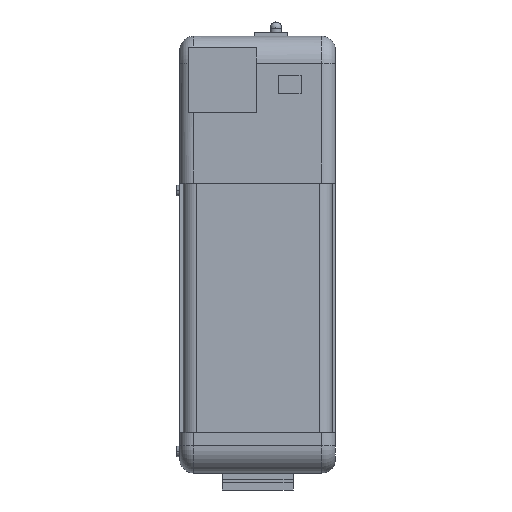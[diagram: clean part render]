
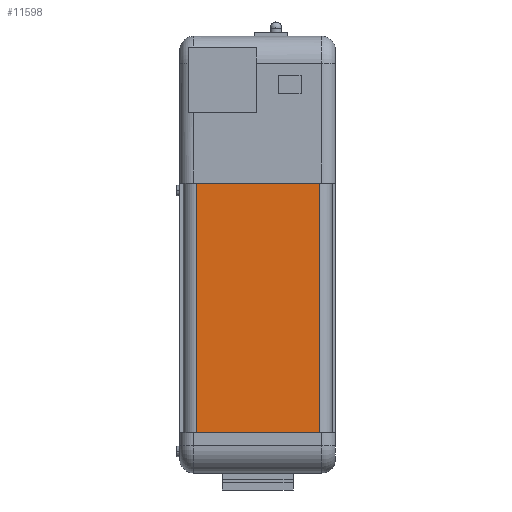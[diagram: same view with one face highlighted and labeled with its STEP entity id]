
A CAD part, front view. The second image highlights one B-rep face of the part: STEP entity #11598.
In plain terms, the highlighted planar face has unit normal (0, -1, 0).
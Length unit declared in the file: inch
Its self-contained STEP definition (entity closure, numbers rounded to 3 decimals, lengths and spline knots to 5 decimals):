
#337 = VERTEX_POINT ( 'NONE', #7655 ) ;
#461 = CARTESIAN_POINT ( 'NONE',  ( 0.5625, -2.9225, 0.655 ) ) ;
#1742 = PLANE ( 'NONE',  #11963 ) ;
#1807 = DIRECTION ( 'NONE',  ( 0., 0., -1. ) ) ;
#2071 = EDGE_CURVE ( 'NONE', #4473, #13110, #6463, .T. ) ;
#2867 = VECTOR ( 'NONE', #7608, 39.37008 ) ;
#3088 = ORIENTED_EDGE ( 'NONE', *, *, #12956, .T. ) ;
#3624 = EDGE_LOOP ( 'NONE', ( #12143, #6631, #3088, #7550 ) ) ;
#3643 = VECTOR ( 'NONE', #8494, 39.37008 ) ;
#4275 = DIRECTION ( 'NONE',  ( 0., 0., -1. ) ) ;
#4473 = VERTEX_POINT ( 'NONE', #6305 ) ;
#5585 = LINE ( 'NONE', #13701, #12283 ) ;
#6305 = CARTESIAN_POINT ( 'NONE',  ( 0.5625, -2.9225, 0.655 ) ) ;
#6463 = LINE ( 'NONE', #11582, #2867 ) ;
#6631 = ORIENTED_EDGE ( 'NONE', *, *, #2071, .F. ) ;
#7550 = ORIENTED_EDGE ( 'NONE', *, *, #7758, .T. ) ;
#7608 = DIRECTION ( 'NONE',  ( 0., 0., -1. ) ) ;
#7655 = CARTESIAN_POINT ( 'NONE',  ( -0.5625, -2.9225, 0.655 ) ) ;
#7758 = EDGE_CURVE ( 'NONE', #337, #7822, #5585, .T. ) ;
#7822 = VERTEX_POINT ( 'NONE', #15147 ) ;
#8494 = DIRECTION ( 'NONE',  ( -1., 0., 0. ) ) ;
#9896 = DIRECTION ( 'NONE',  ( 0., -1., 0. ) ) ;
#9990 = CARTESIAN_POINT ( 'NONE',  ( 0.5625, -2.9225, -1.63 ) ) ;
#10306 = LINE ( 'NONE', #14408, #13893 ) ;
#10459 = EDGE_CURVE ( 'NONE', #13110, #7822, #10306, .T. ) ;
#11582 = CARTESIAN_POINT ( 'NONE',  ( 0.5625, -2.9225, 0.655 ) ) ;
#11598 = ADVANCED_FACE ( 'NONE', ( #12591 ), #1742, .T. ) ;
#11963 = AXIS2_PLACEMENT_3D ( 'NONE', #461, #9896, #1807 ) ;
#12143 = ORIENTED_EDGE ( 'NONE', *, *, #10459, .F. ) ;
#12283 = VECTOR ( 'NONE', #4275, 39.37008 ) ;
#12591 = FACE_OUTER_BOUND ( 'NONE', #3624, .T. ) ;
#12956 = EDGE_CURVE ( 'NONE', #4473, #337, #13958, .T. ) ;
#13110 = VERTEX_POINT ( 'NONE', #9990 ) ;
#13701 = CARTESIAN_POINT ( 'NONE',  ( -0.5625, -2.9225, 0.655 ) ) ;
#13893 = VECTOR ( 'NONE', #15736, 39.37008 ) ;
#13958 = LINE ( 'NONE', #16506, #3643 ) ;
#14408 = CARTESIAN_POINT ( 'NONE',  ( 0.5625, -2.9225, -1.63 ) ) ;
#15147 = CARTESIAN_POINT ( 'NONE',  ( -0.5625, -2.9225, -1.63 ) ) ;
#15736 = DIRECTION ( 'NONE',  ( -1., 0., 0. ) ) ;
#16506 = CARTESIAN_POINT ( 'NONE',  ( 0.5625, -2.9225, 0.655 ) ) ;
